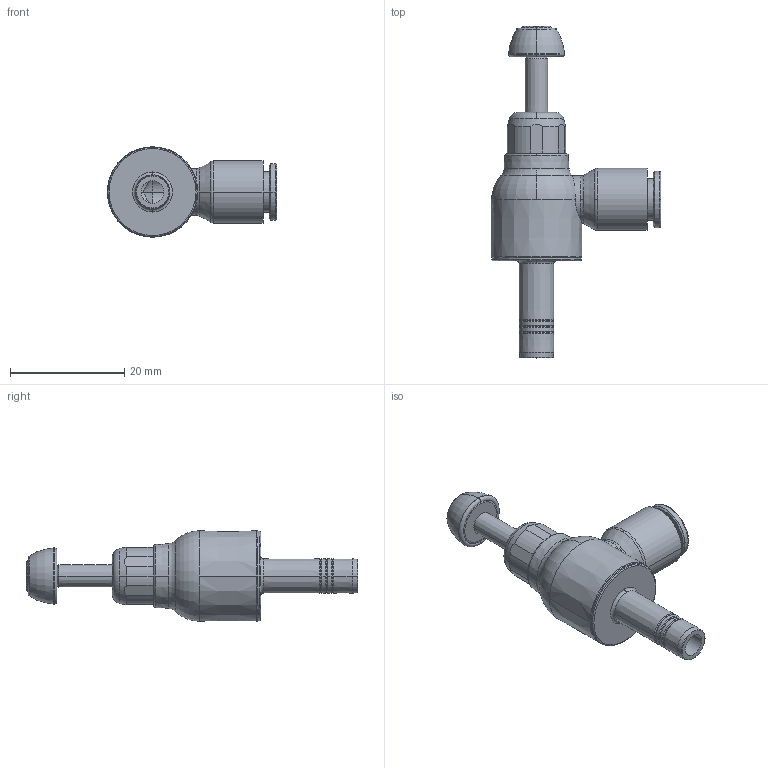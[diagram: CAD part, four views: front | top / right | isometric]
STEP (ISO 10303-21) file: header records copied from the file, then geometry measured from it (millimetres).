
FILE_DESCRIPTION(('STEP AP214'),'1');
FILE_NAME('7030_06_00.stp','2016-07-07T14:26:07',('TraceParts'),('TraceParts S.A.'),'Spatial InterOp 3D',' ',' ');
FILE_SCHEMA(('automotive_design'));
Length unit declared in the file: millimetre
Products named in the file (1): 1
Bounding box: 29.59 x 58 x 15.8 mm (x, y, z)
Volume: 4642.6 mm3; surface area: 3676 mm2
Topology: 1 solids, 1 shells, 141 faces, 370 edges, 236 vertices
Faces by surface type: torus 58, cone 44, cylinder 24, plane 15
Entity records: 4711 total; most frequent: CARTESIAN_POINT 1009, DIRECTION 907, ORIENTED_EDGE 736, AXIS2_PLACEMENT_3D 415, EDGE_CURVE 368, CIRCLE 273, VERTEX_POINT 236, EDGE_LOOP 150
